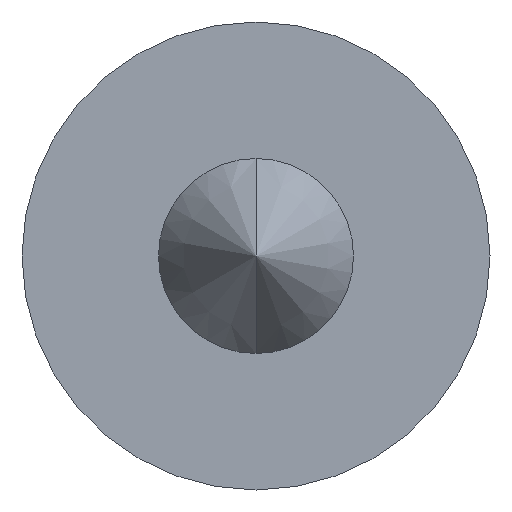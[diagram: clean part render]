
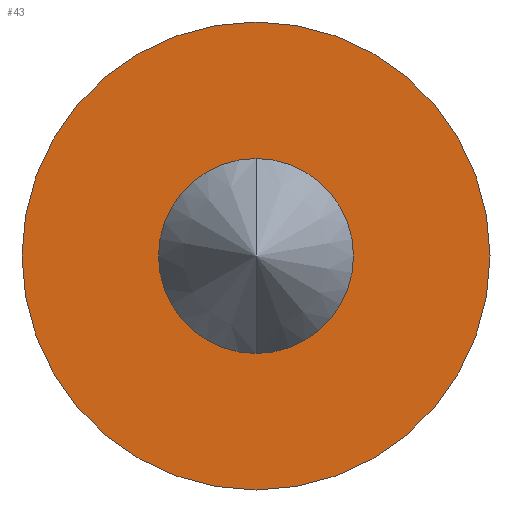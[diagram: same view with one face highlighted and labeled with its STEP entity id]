
A CAD part, front view. The second image highlights one B-rep face of the part: STEP entity #43.
In plain terms, the highlighted planar face has unit normal (0, -1, 0).
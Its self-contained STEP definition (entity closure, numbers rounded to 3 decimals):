
#18 = DIRECTION ( 'NONE',  ( 0., 0., 1. ) ) ;
#33 = DIRECTION ( 'NONE',  ( 0., 0., 1. ) ) ;
#43 = ADVANCED_FACE ( 'NONE', ( #256, #280 ), #314, .F. ) ;
#61 = CARTESIAN_POINT ( 'NONE',  ( 1., 7.65, 0. ) ) ;
#73 = AXIS2_PLACEMENT_3D ( 'NONE', #92, #232, #346 ) ;
#81 = ORIENTED_EDGE ( 'NONE', *, *, #245, .T. ) ;
#84 = VERTEX_POINT ( 'NONE', #315 ) ;
#92 = CARTESIAN_POINT ( 'NONE',  ( 0., 7.65, 0. ) ) ;
#93 = AXIS2_PLACEMENT_3D ( 'NONE', #319, #237, #18 ) ;
#102 = CIRCLE ( 'NONE', #93, 1. ) ;
#113 = DIRECTION ( 'NONE',  ( 0., 1., 0. ) ) ;
#114 = CARTESIAN_POINT ( 'NONE',  ( 0., 7.65, 0. ) ) ;
#115 = DIRECTION ( 'NONE',  ( 0., 0., 1. ) ) ;
#120 = VERTEX_POINT ( 'NONE', #167 ) ;
#122 = AXIS2_PLACEMENT_3D ( 'NONE', #320, #173, #145 ) ;
#135 = ORIENTED_EDGE ( 'NONE', *, *, #209, .T. ) ;
#145 = DIRECTION ( 'NONE',  ( 0., 0., 1. ) ) ;
#159 = ORIENTED_EDGE ( 'NONE', *, *, #342, .F. ) ;
#165 = AXIS2_PLACEMENT_3D ( 'NONE', #114, #113, #33 ) ;
#167 = CARTESIAN_POINT ( 'NONE',  ( 0., 7.65, -1. ) ) ;
#168 = DIRECTION ( 'NONE',  ( 0., 1., 0. ) ) ;
#173 = DIRECTION ( 'NONE',  ( 0., 1., 0. ) ) ;
#196 = CIRCLE ( 'NONE', #122, 2.4 ) ;
#209 = EDGE_CURVE ( 'NONE', #120, #335, #292, .T. ) ;
#211 = EDGE_LOOP ( 'NONE', ( #159, #355 ) ) ;
#218 = VERTEX_POINT ( 'NONE', #341 ) ;
#232 = DIRECTION ( 'NONE',  ( 0., 1., 0. ) ) ;
#237 = DIRECTION ( 'NONE',  ( 0., 1., 0. ) ) ;
#240 = CARTESIAN_POINT ( 'NONE',  ( 0., 7.65, 1. ) ) ;
#245 = EDGE_CURVE ( 'NONE', #335, #120, #102, .T. ) ;
#256 = FACE_OUTER_BOUND ( 'NONE', #211, .T. ) ;
#268 = CIRCLE ( 'NONE', #73, 2.4 ) ;
#277 = EDGE_LOOP ( 'NONE', ( #81, #135 ) ) ;
#280 = FACE_BOUND ( 'NONE', #277, .T. ) ;
#292 = CIRCLE ( 'NONE', #165, 1. ) ;
#312 = AXIS2_PLACEMENT_3D ( 'NONE', #61, #168, #115 ) ;
#314 = PLANE ( 'NONE',  #312 ) ;
#315 = CARTESIAN_POINT ( 'NONE',  ( 0., 7.65, 2.4 ) ) ;
#319 = CARTESIAN_POINT ( 'NONE',  ( 0., 7.65, 0. ) ) ;
#320 = CARTESIAN_POINT ( 'NONE',  ( 0., 7.65, 0. ) ) ;
#335 = VERTEX_POINT ( 'NONE', #240 ) ;
#341 = CARTESIAN_POINT ( 'NONE',  ( 0., 7.65, -2.4 ) ) ;
#342 = EDGE_CURVE ( 'NONE', #84, #218, #268, .T. ) ;
#346 = DIRECTION ( 'NONE',  ( 0., 0., 1. ) ) ;
#353 = EDGE_CURVE ( 'NONE', #218, #84, #196, .T. ) ;
#355 = ORIENTED_EDGE ( 'NONE', *, *, #353, .F. ) ;
